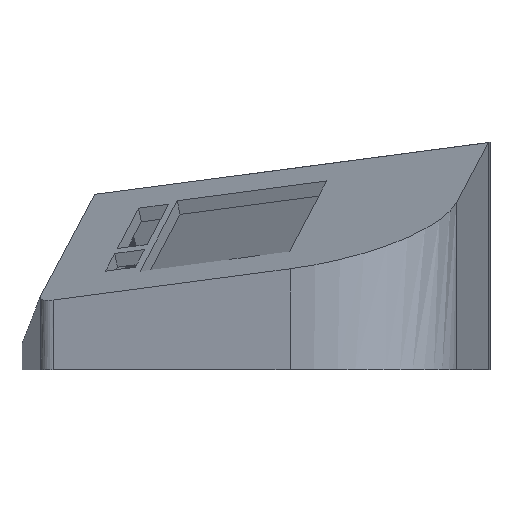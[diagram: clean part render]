
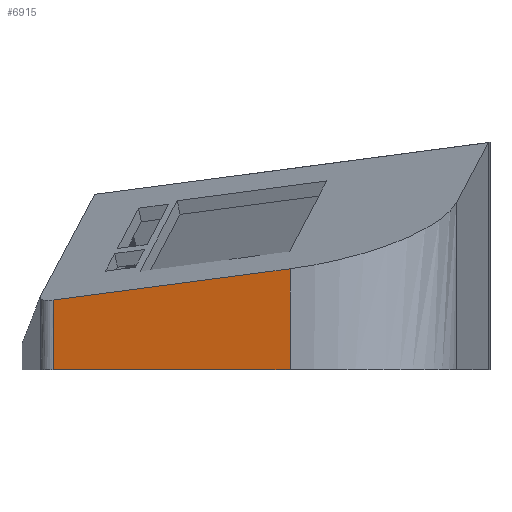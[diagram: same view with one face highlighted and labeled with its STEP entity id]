
A CAD part, left-side view. The second image highlights one B-rep face of the part: STEP entity #6915.
In plain terms, the highlighted planar face has unit normal (-0.974, 0.227, 0).
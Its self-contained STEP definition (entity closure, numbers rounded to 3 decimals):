
#74 = PLANE('',#75);
#75 = AXIS2_PLACEMENT_3D('',#76,#77,#78);
#76 = CARTESIAN_POINT('',(-400.,-321.738,42.054));
#77 = DIRECTION('',(0.,0.,1.));
#78 = DIRECTION('',(1.,0.,0.));
#1592 = VERTEX_POINT('',#1593);
#1593 = CARTESIAN_POINT('',(-191.219,25.612,
    42.054));
#1647 = SURFACE_OF_LINEAR_EXTRUSION('',#1648,#1653);
#1648 = CIRCLE('',#1649,10.);
#1649 = AXIS2_PLACEMENT_3D('',#1650,#1651,#1652);
#1650 = CARTESIAN_POINT('',(-181.926,23.877,
    -61.787));
#1651 = DIRECTION('',(0.293,-0.192,-0.937));
#1652 = DIRECTION('',(-0.929,0.173,-0.326));
#1653 = VECTOR('',#1654,1.);
#1654 = DIRECTION('',(0.,0.,1.));
#1682 = EDGE_CURVE('',#1592,#1683,#1685,.T.);
#1683 = VERTEX_POINT('',#1684);
#1684 = CARTESIAN_POINT('',(-225.201,-120.321,
    42.054));
#1685 = SURFACE_CURVE('',#1686,(#1690,#1696),.PCURVE_S1.);
#1686 = LINE('',#1687,#1688);
#1687 = CARTESIAN_POINT('',(-243.446,-198.672,
    42.054));
#1688 = VECTOR('',#1689,1.);
#1689 = DIRECTION('',(-0.227,-0.974,0.));
#1690 = PCURVE('',#74,#1691);
#1691 = DEFINITIONAL_REPRESENTATION('',(#1692),#1695);
#1692 = B_SPLINE_CURVE_WITH_KNOTS('',1,(#1693,#1694),.UNSPECIFIED.,.F.,
  .F.,(2,2),(-261.17,-55.33),.PIECEWISE_BEZIER_KNOTS.);
#1693 = CARTESIAN_POINT('',(215.786,377.432));
#1694 = CARTESIAN_POINT('',(169.103,176.955));
#1695 = ( GEOMETRIC_REPRESENTATION_CONTEXT(2) 
PARAMETRIC_REPRESENTATION_CONTEXT() REPRESENTATION_CONTEXT('2D SPACE',''
  ) );
#1696 = PCURVE('',#1697,#1702);
#1697 = PLANE('',#1698);
#1698 = AXIS2_PLACEMENT_3D('',#1699,#1700,#1701);
#1699 = CARTESIAN_POINT('',(-208.21,-47.355,
    19.558));
#1700 = DIRECTION('',(0.974,-0.227,0.));
#1701 = DIRECTION('',(0.225,0.966,-0.127));
#1702 = DEFINITIONAL_REPRESENTATION('',(#1703),#1706);
#1703 = B_SPLINE_CURVE_WITH_KNOTS('',1,(#1704,#1705),.UNSPECIFIED.,.F.,
  .F.,(2,2),(-261.17,-55.33),.PIECEWISE_BEZIER_KNOTS.);
#1704 = CARTESIAN_POINT('',(102.085,35.77));
#1705 = CARTESIAN_POINT('',(-102.085,9.591));
#1706 = ( GEOMETRIC_REPRESENTATION_CONTEXT(2) 
PARAMETRIC_REPRESENTATION_CONTEXT() REPRESENTATION_CONTEXT('2D SPACE',''
  ) );
#1770 = SURFACE_OF_LINEAR_EXTRUSION('',#1771,#1776);
#1771 = CIRCLE('',#1772,90.);
#1772 = AXIS2_PLACEMENT_3D('',#1773,#1774,#1775);
#1773 = CARTESIAN_POINT('',(-141.566,-135.932,
    -16.484));
#1774 = DIRECTION('',(0.293,-0.192,-0.937));
#1775 = DIRECTION('',(-0.225,-0.966,0.127));
#1776 = VECTOR('',#1777,1.);
#1777 = DIRECTION('',(0.,0.,1.));
#5278 = PLANE('',#5279);
#5279 = AXIS2_PLACEMENT_3D('',#5280,#5281,#5282);
#5280 = CARTESIAN_POINT('',(-115.718,-98.89,
    134.027));
#5281 = DIRECTION('',(0.293,-0.192,-0.937));
#5282 = DIRECTION('',(-0.954,0.,
    -0.299));
#6843 = EDGE_CURVE('',#1592,#6844,#6846,.T.);
#6844 = VERTEX_POINT('',#6845);
#6845 = CARTESIAN_POINT('',(-191.219,25.612,
    84.951));
#6846 = SURFACE_CURVE('',#6847,(#6851,#6857),.PCURVE_S1.);
#6847 = LINE('',#6848,#6849);
#6848 = CARTESIAN_POINT('',(-191.219,25.612,
    -65.049));
#6849 = VECTOR('',#6850,1.);
#6850 = DIRECTION('',(0.,0.,1.));
#6851 = PCURVE('',#1647,#6852);
#6852 = DEFINITIONAL_REPRESENTATION('',(#6853),#6856);
#6853 = B_SPLINE_CURVE_WITH_KNOTS('',1,(#6854,#6855),.UNSPECIFIED.,.F.,
  .F.,(2,2),(0.,150.),.PIECEWISE_BEZIER_KNOTS.);
#6854 = CARTESIAN_POINT('',(0.,0.));
#6855 = CARTESIAN_POINT('',(0.,150.));
#6856 = ( GEOMETRIC_REPRESENTATION_CONTEXT(2) 
PARAMETRIC_REPRESENTATION_CONTEXT() REPRESENTATION_CONTEXT('2D SPACE',''
  ) );
#6857 = PCURVE('',#1697,#6858);
#6858 = DEFINITIONAL_REPRESENTATION('',(#6859),#6863);
#6859 = LINE('',#6860,#6861);
#6860 = CARTESIAN_POINT('',(85.071,-74.391));
#6861 = VECTOR('',#6862,1.);
#6862 = DIRECTION('',(-0.127,0.992));
#6863 = ( GEOMETRIC_REPRESENTATION_CONTEXT(2) 
PARAMETRIC_REPRESENTATION_CONTEXT() REPRESENTATION_CONTEXT('2D SPACE',''
  ) );
#6915 = ADVANCED_FACE('',(#6916),#1697,.F.);
#6916 = FACE_BOUND('',#6917,.F.);
#6917 = EDGE_LOOP('',(#6918,#6941,#6942,#6943));
#6918 = ORIENTED_EDGE('',*,*,#6919,.F.);
#6919 = EDGE_CURVE('',#1683,#6920,#6922,.T.);
#6920 = VERTEX_POINT('',#6921);
#6921 = CARTESIAN_POINT('',(-225.201,-120.321,
    104.164));
#6922 = SURFACE_CURVE('',#6923,(#6927,#6934),.PCURVE_S1.);
#6923 = LINE('',#6924,#6925);
#6924 = CARTESIAN_POINT('',(-225.201,-120.321,
    -45.836));
#6925 = VECTOR('',#6926,1.);
#6926 = DIRECTION('',(0.,0.,1.));
#6927 = PCURVE('',#1697,#6928);
#6928 = DEFINITIONAL_REPRESENTATION('',(#6929),#6933);
#6929 = LINE('',#6930,#6931);
#6930 = CARTESIAN_POINT('',(-65.993,-74.391));
#6931 = VECTOR('',#6932,1.);
#6932 = DIRECTION('',(-0.127,0.992));
#6933 = ( GEOMETRIC_REPRESENTATION_CONTEXT(2) 
PARAMETRIC_REPRESENTATION_CONTEXT() REPRESENTATION_CONTEXT('2D SPACE',''
  ) );
#6934 = PCURVE('',#1770,#6935);
#6935 = DEFINITIONAL_REPRESENTATION('',(#6936),#6940);
#6936 = LINE('',#6937,#6938);
#6937 = CARTESIAN_POINT('',(1.571,0.));
#6938 = VECTOR('',#6939,1.);
#6939 = DIRECTION('',(0.,1.));
#6940 = ( GEOMETRIC_REPRESENTATION_CONTEXT(2) 
PARAMETRIC_REPRESENTATION_CONTEXT() REPRESENTATION_CONTEXT('2D SPACE',''
  ) );
#6941 = ORIENTED_EDGE('',*,*,#1682,.F.);
#6942 = ORIENTED_EDGE('',*,*,#6843,.T.);
#6943 = ORIENTED_EDGE('',*,*,#6944,.F.);
#6944 = EDGE_CURVE('',#6920,#6844,#6945,.T.);
#6945 = SURFACE_CURVE('',#6946,(#6950,#6957),.PCURVE_S1.);
#6946 = LINE('',#6947,#6948);
#6947 = CARTESIAN_POINT('',(-225.201,-120.321,
    104.164));
#6948 = VECTOR('',#6949,1.);
#6949 = DIRECTION('',(0.225,0.966,-0.127));
#6950 = PCURVE('',#1697,#6951);
#6951 = DEFINITIONAL_REPRESENTATION('',(#6952),#6956);
#6952 = LINE('',#6953,#6954);
#6953 = CARTESIAN_POINT('',(-85.071,74.391));
#6954 = VECTOR('',#6955,1.);
#6955 = DIRECTION('',(1.,0.));
#6956 = ( GEOMETRIC_REPRESENTATION_CONTEXT(2) 
PARAMETRIC_REPRESENTATION_CONTEXT() REPRESENTATION_CONTEXT('2D SPACE',''
  ) );
#6957 = PCURVE('',#5278,#6958);
#6958 = DEFINITIONAL_REPRESENTATION('',(#6959),#6963);
#6959 = LINE('',#6960,#6961);
#6960 = CARTESIAN_POINT('',(113.406,-21.835));
#6961 = VECTOR('',#6962,1.);
#6962 = DIRECTION('',(-0.177,0.984));
#6963 = ( GEOMETRIC_REPRESENTATION_CONTEXT(2) 
PARAMETRIC_REPRESENTATION_CONTEXT() REPRESENTATION_CONTEXT('2D SPACE',''
  ) );
